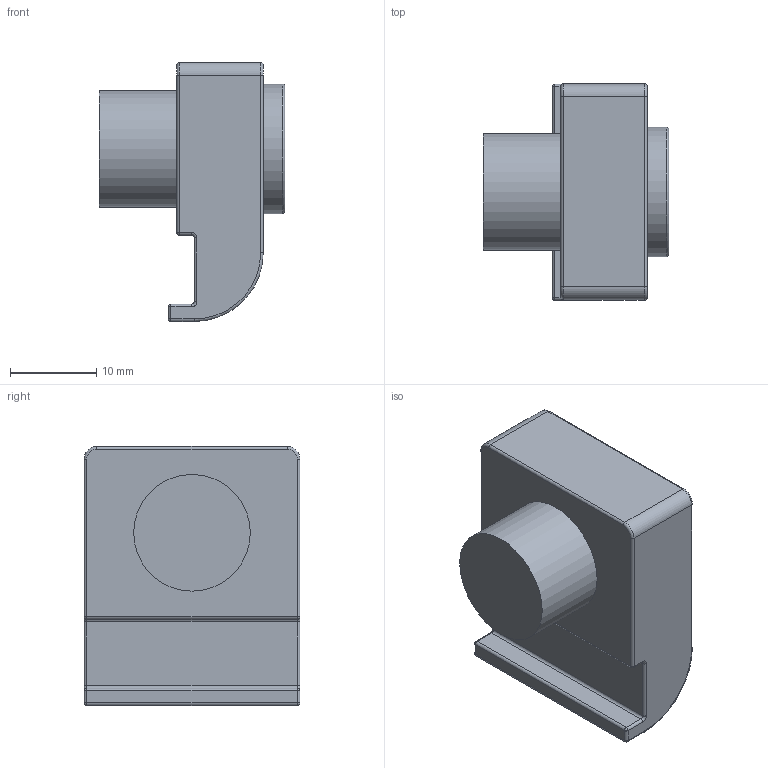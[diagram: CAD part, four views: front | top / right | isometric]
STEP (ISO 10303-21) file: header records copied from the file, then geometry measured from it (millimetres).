
FILE_DESCRIPTION((''),'2;1');
FILE_NAME('624518.ipt.stp','2010-09-05T12:23:07',(''),(''),'Autodesk Inventor 2010','Autodesk Inventor 2010','');
FILE_SCHEMA(('AUTOMOTIVE_DESIGN { 1 0 10303 214 1 1 1 1 }'));
Length unit declared in the file: millimetre
Products named in the file (1): 624518
Bounding box: 21.5 x 25 x 30 mm (x, y, z)
Volume: 8310.4 mm3; surface area: 4341 mm2
Topology: 3 solids, 3 shells, 70 faces, 146 edges, 80 vertices
Faces by surface type: cylinder 30, plane 19, torus 11, sphere 6, bspline 3, cone 1
Full cylindrical faces by diameter (mm): 4 x1, 13.5 x1, 15 x2
Entity records: 1917 total; most frequent: DIRECTION 344, CARTESIAN_POINT 320, ORIENTED_EDGE 264, AXIS2_PLACEMENT_3D 144, EDGE_CURVE 132, EDGE_LOOP 86, VERTEX_POINT 80, CIRCLE 76
